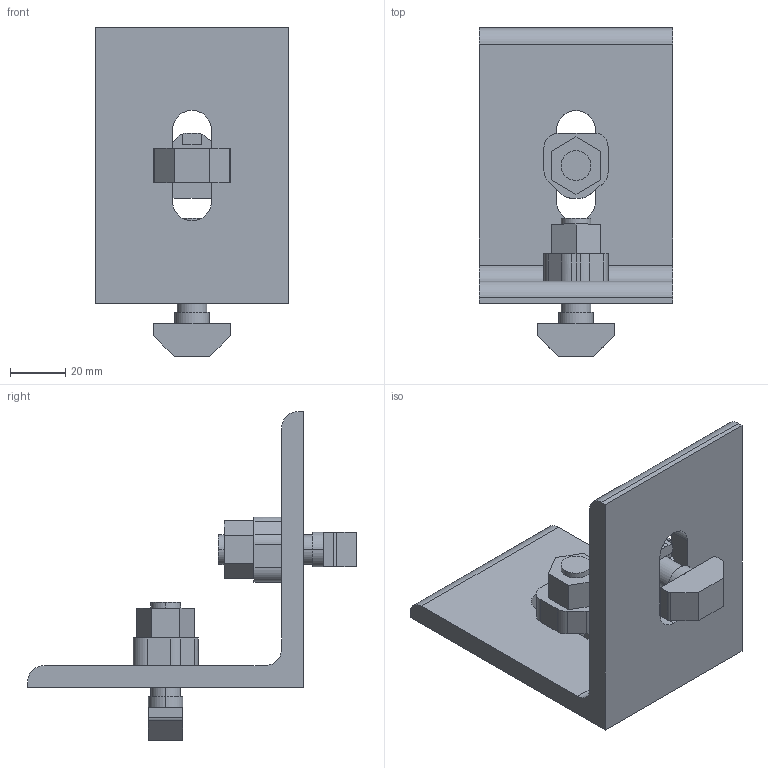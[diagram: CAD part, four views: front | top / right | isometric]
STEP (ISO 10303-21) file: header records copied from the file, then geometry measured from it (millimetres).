
FILE_DESCRIPTION (( 'STEP AP214' ), '1' );
FILE_NAME ('R954-112.STEP', '2024-06-18T10:40:11', ( '' ), ( '' ), 'SwSTEP 2.0', 'SolidWorks 2024', '' );
FILE_SCHEMA (( 'AUTOMOTIVE_DESIGN' ));
Length unit declared in the file: millimetre
Products named in the file (3): R951-510; R954-112
Assembly tree (3 placements, depth 2):
  R954-112
    R954-112
    R951-510  x2
Bounding box: 70 x 119.1 x 119.1 mm (x, y, z)
Volume: 222958.3 mm3; surface area: 70169.9 mm2
Topology: 4 solids, 4 shells, 174 faces, 442 edges, 286 vertices
Faces by surface type: plane 120, cylinder 54
Entity records: 3401 total; most frequent: CARTESIAN_POINT 585, DIRECTION 580, ORIENTED_EDGE 556, EDGE_CURVE 278, VECTOR 196, LINE 196, AXIS2_PLACEMENT_3D 192, VERTEX_POINT 181
